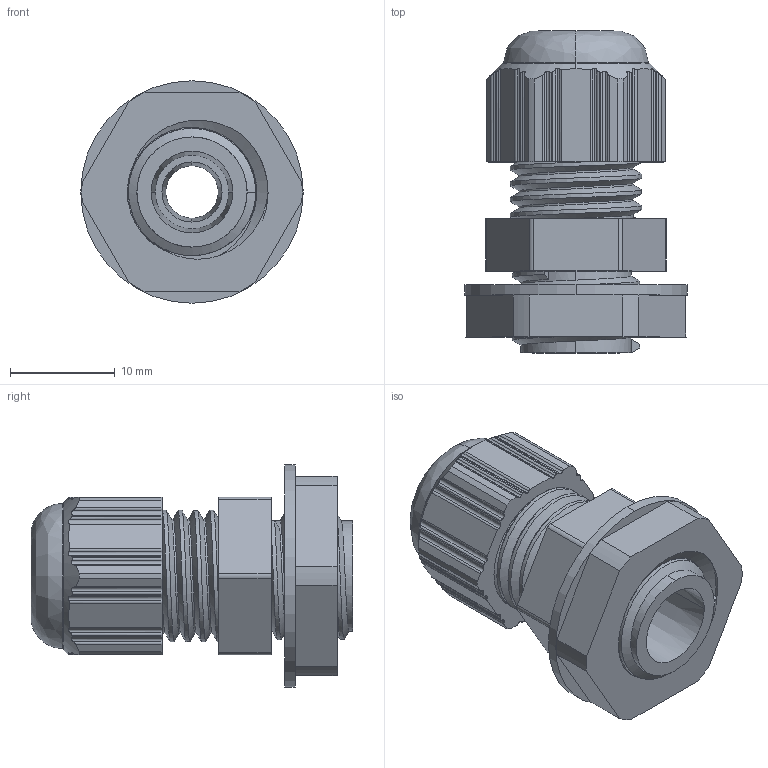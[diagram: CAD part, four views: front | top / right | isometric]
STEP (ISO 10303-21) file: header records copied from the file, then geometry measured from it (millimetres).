
FILE_DESCRIPTION (( 'STEP AP203' ), '1' );
FILE_NAME ('9000.STEP', '2020-07-29T05:53:30', ( '' ), ( '' ), 'SwSTEP 2.0', 'SolidWorks 2011', '' );
FILE_SCHEMA (( 'CONFIG_CONTROL_DESIGN' ));
Length unit declared in the file: millimetre
Products named in the file (1): 9000
Bounding box: 21.2 x 30.68 x 21.2 mm (x, y, z)
Volume: 3706 mm3; surface area: 5205.6 mm2
Topology: 1 solids, 1 shells, 294 faces, 910 edges, 602 vertices
Faces by surface type: cylinder 148, plane 99, cone 24, bspline 19, torus 4
Entity records: 14606 total; most frequent: CARTESIAN_POINT 6853, ORIENTED_EDGE 1820, DIRECTION 1433, EDGE_CURVE 910, VERTEX_POINT 602, AXIS2_PLACEMENT_3D 527, VECTOR 379, LINE 379
